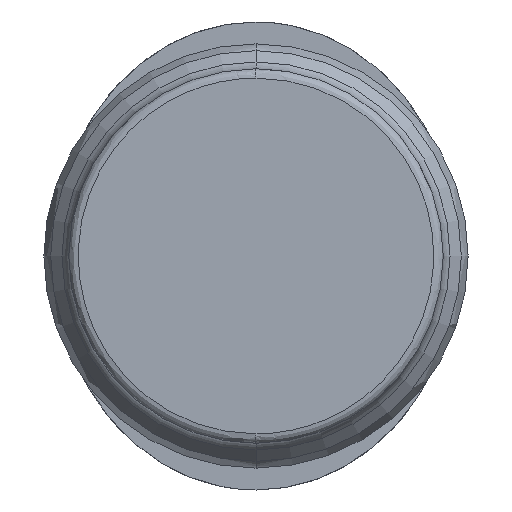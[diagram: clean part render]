
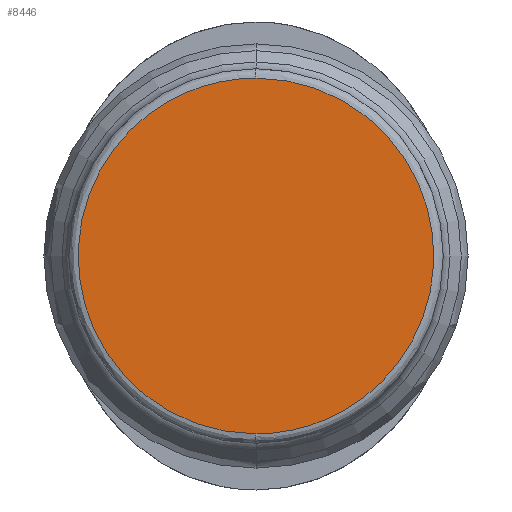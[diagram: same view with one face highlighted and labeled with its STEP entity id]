
A CAD part, left-side view. The second image highlights one B-rep face of the part: STEP entity #8446.
In plain terms, the highlighted planar face has unit normal (-1, 0, 0).
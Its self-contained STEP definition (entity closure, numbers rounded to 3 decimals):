
#749 = CARTESIAN_POINT ( 'NONE',  ( -29.254, -11.4, -5.7 ) ) ;
#2265 = ORIENTED_EDGE ( 'NONE', *, *, #5852, .F. ) ;
#2289 = VERTEX_POINT ( 'NONE', #10039 ) ;
#3177 = CARTESIAN_POINT ( 'NONE',  ( -29.254, 0., 5.7 ) ) ;
#4320 = CARTESIAN_POINT ( 'NONE',  ( -29.254, 0., 3. ) ) ;
#4384 = CARTESIAN_POINT ( 'NONE',  ( -29.254, 0., 5.7 ) ) ;
#5852 = EDGE_CURVE ( 'NONE', #12221, #2289, #11798, .T. ) ;
#5965 = EDGE_LOOP ( 'NONE', ( #2265, #6279 ) ) ;
#6279 = ORIENTED_EDGE ( 'NONE', *, *, #11377, .F. ) ;
#7256 = PLANE ( 'NONE',  #8997 ) ;
#7424 =( BOUNDED_CURVE ( )  B_SPLINE_CURVE ( 3, ( #11922, #8613, #7681, #3177 ),
 .UNSPECIFIED., .F., .F. ) 
 B_SPLINE_CURVE_WITH_KNOTS ( ( 4, 4 ),
 ( 0., 1. ),
 .UNSPECIFIED. ) 
 CURVE ( )  GEOMETRIC_REPRESENTATION_ITEM ( )  RATIONAL_B_SPLINE_CURVE ( ( 1., 0.333, 0.333, 1. ) ) 
 REPRESENTATION_ITEM ( '' )  );
#7546 = DIRECTION ( 'NONE',  ( 0., 0., 1. ) ) ;
#7681 = CARTESIAN_POINT ( 'NONE',  ( -29.254, 11.4, 5.7 ) ) ;
#8446 = ADVANCED_FACE ( 'NONE', ( #8683 ), #7256, .T. ) ;
#8613 = CARTESIAN_POINT ( 'NONE',  ( -29.254, 11.4, -5.7 ) ) ;
#8683 = FACE_OUTER_BOUND ( 'NONE', #5965, .T. ) ;
#8997 = AXIS2_PLACEMENT_3D ( 'NONE', #4320, #11889, #7546 ) ;
#9358 = CARTESIAN_POINT ( 'NONE',  ( -29.254, 0., -5.7 ) ) ;
#10039 = CARTESIAN_POINT ( 'NONE',  ( -29.254, 0., -5.7 ) ) ;
#10277 = CARTESIAN_POINT ( 'NONE',  ( -29.254, 0., 5.7 ) ) ;
#11377 = EDGE_CURVE ( 'NONE', #2289, #12221, #7424, .T. ) ;
#11798 =( BOUNDED_CURVE ( )  B_SPLINE_CURVE ( 3, ( #10277, #12514, #749, #9358 ),
 .UNSPECIFIED., .F., .F. ) 
 B_SPLINE_CURVE_WITH_KNOTS ( ( 4, 4 ),
 ( 0., 1. ),
 .UNSPECIFIED. ) 
 CURVE ( )  GEOMETRIC_REPRESENTATION_ITEM ( )  RATIONAL_B_SPLINE_CURVE ( ( 1., 0.333, 0.333, 1. ) ) 
 REPRESENTATION_ITEM ( '' )  );
#11889 = DIRECTION ( 'NONE',  ( -1., 0., 0. ) ) ;
#11922 = CARTESIAN_POINT ( 'NONE',  ( -29.254, 0., -5.7 ) ) ;
#12221 = VERTEX_POINT ( 'NONE', #4384 ) ;
#12514 = CARTESIAN_POINT ( 'NONE',  ( -29.254, -11.4, 5.7 ) ) ;
